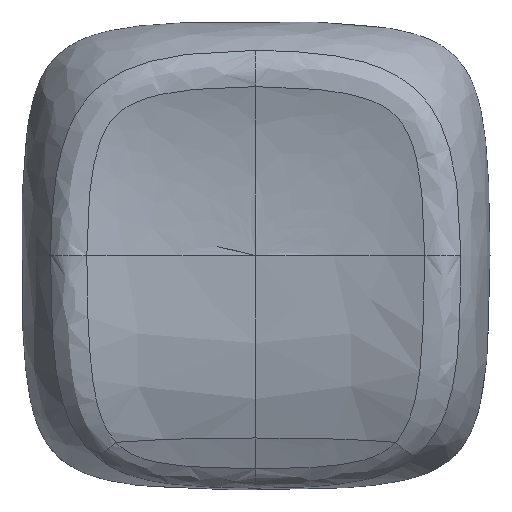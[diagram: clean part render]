
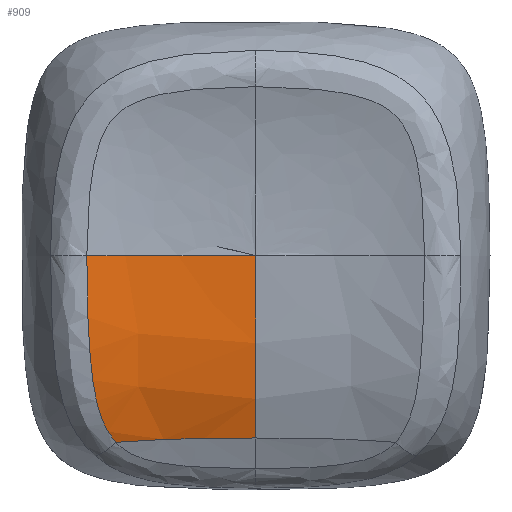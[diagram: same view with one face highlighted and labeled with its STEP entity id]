
A CAD part, top view. The second image highlights one B-rep face of the part: STEP entity #909.
In plain terms, the highlighted free-form (B-spline) face has degree [3, 3] with [5, 5] control points.
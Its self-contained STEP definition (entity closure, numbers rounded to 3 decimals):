
#18=(
BOUNDED_CURVE()
B_SPLINE_CURVE(5,(#12025,#12026,#12027,#12028,#12029,#12030,#12031,#12032,
#12033,#12034),.UNSPECIFIED.,.F.,.F.)
B_SPLINE_CURVE_WITH_KNOTS((6,1,1,1,1,6),(0.176,0.2,0.4,0.6,
0.8,1.),.UNSPECIFIED.)
CURVE()
GEOMETRIC_REPRESENTATION_ITEM()
RATIONAL_B_SPLINE_CURVE((1.,1.,1.,1.,1.,1.,1.,1.,1.,1.))
REPRESENTATION_ITEM('')
);
#19=(
BOUNDED_CURVE()
B_SPLINE_CURVE(5,(#13080,#13081,#13082,#13083,#13084,#13085,#13086,#13087,
#13088),.UNSPECIFIED.,.F.,.F.)
B_SPLINE_CURVE_WITH_KNOTS((6,1,1,1,6),(0.39,0.4,0.6,0.8,1.),
 .UNSPECIFIED.)
CURVE()
GEOMETRIC_REPRESENTATION_ITEM()
RATIONAL_B_SPLINE_CURVE((1.,1.,1.,1.,1.,1.,1.,1.,1.))
REPRESENTATION_ITEM('')
);
#37=B_SPLINE_SURFACE_WITH_KNOTS('',3,3,((#13055,#13056,#13057,#13058,#13059),
(#13060,#13061,#13062,#13063,#13064),(#13065,#13066,#13067,#13068,#13069),
(#13070,#13071,#13072,#13073,#13074),(#13075,#13076,#13077,#13078,#13079)),
 .UNSPECIFIED.,.F.,.F.,.F.,(4,1,4),(4,1,4),(0.176,0.529,
1.),(0.,0.571,1.),.UNSPECIFIED.);
#61=B_SPLINE_CURVE_WITH_KNOTS('',3,(#11665,#11666,#11667,#11668,#11669,
#11670,#11671,#11672),.UNSPECIFIED.,.F.,.F.,(4,1,1,1,1,4),(0.,0.102,
0.204,0.305,0.509,0.713),
 .UNSPECIFIED.);
#64=B_SPLINE_CURVE_WITH_KNOTS('',3,(#11931,#11932,#11933,#11934,#11935),
 .UNSPECIFIED.,.F.,.F.,(4,1,4),(0.,0.571,1.),.UNSPECIFIED.);
#150=FACE_OUTER_BOUND('',#212,.T.);
#212=EDGE_LOOP('',(#826,#827,#828,#829));
#429=VERTEX_POINT('',#11364);
#436=VERTEX_POINT('',#11600);
#439=VERTEX_POINT('',#11919);
#440=VERTEX_POINT('',#11930);
#560=EDGE_CURVE('',#436,#429,#61,.T.);
#564=EDGE_CURVE('',#439,#440,#64,.T.);
#567=EDGE_CURVE('',#429,#439,#18,.T.);
#572=EDGE_CURVE('',#436,#440,#19,.T.);
#826=ORIENTED_EDGE('',*,*,#560,.F.);
#827=ORIENTED_EDGE('',*,*,#572,.T.);
#828=ORIENTED_EDGE('',*,*,#564,.F.);
#829=ORIENTED_EDGE('',*,*,#567,.F.);
#909=ADVANCED_FACE('',(#150),#37,.F.);
#11364=CARTESIAN_POINT('',(-6.484,0.,5.536));
#11600=CARTESIAN_POINT('',(-5.372,-7.167,4.215));
#11665=CARTESIAN_POINT('Ctrl Pts',(-5.372,-7.167,4.215));
#11666=CARTESIAN_POINT('Ctrl Pts',(-5.587,-6.925,
4.362));
#11667=CARTESIAN_POINT('Ctrl Pts',(-5.929,-6.336,
4.66));
#11668=CARTESIAN_POINT('Ctrl Pts',(-6.188,-5.32,
5.003));
#11669=CARTESIAN_POINT('Ctrl Pts',(-6.379,-3.873,
5.326));
#11670=CARTESIAN_POINT('Ctrl Pts',(-6.461,-2.09,
5.504));
#11671=CARTESIAN_POINT('Ctrl Pts',(-6.484,-0.694,
5.536));
#11672=CARTESIAN_POINT('Ctrl Pts',(-6.484,0.,
5.536));
#11919=CARTESIAN_POINT('',(0.,0.,4.8));
#11930=CARTESIAN_POINT('',(0.,-7.,3.8));
#11931=CARTESIAN_POINT('Ctrl Pts',(0.,0.,
4.8));
#11932=CARTESIAN_POINT('Ctrl Pts',(0.,-2.41,
4.8));
#11933=CARTESIAN_POINT('Ctrl Pts',(0.,-4.949,
4.503));
#11934=CARTESIAN_POINT('Ctrl Pts',(0.,-6.448,
4.022));
#11935=CARTESIAN_POINT('Ctrl Pts',(0.,-7.,
3.8));
#12025=CARTESIAN_POINT('Ctrl Pts',(-6.484,0.,
5.536));
#12026=CARTESIAN_POINT('Ctrl Pts',(-6.462,0.,
5.529));
#12027=CARTESIAN_POINT('Ctrl Pts',(-6.25,0.,
5.465));
#12028=CARTESIAN_POINT('Ctrl Pts',(-5.83,0.,
5.347));
#12029=CARTESIAN_POINT('Ctrl Pts',(-5.151,0.,
5.184));
#12030=CARTESIAN_POINT('Ctrl Pts',(-4.1,0.,
4.995));
#12031=CARTESIAN_POINT('Ctrl Pts',(-2.767,0.,
4.864));
#12032=CARTESIAN_POINT('Ctrl Pts',(-1.503,0.,
4.812));
#12033=CARTESIAN_POINT('Ctrl Pts',(-0.524,0.,
4.8));
#12034=CARTESIAN_POINT('Ctrl Pts',(0.,0.,
4.8));
#13055=CARTESIAN_POINT('Ctrl Pts',(-6.484,0.,
5.536));
#13056=CARTESIAN_POINT('Ctrl Pts',(-6.484,-2.442,
5.536));
#13057=CARTESIAN_POINT('Ctrl Pts',(-6.484,-5.091,
5.232));
#13058=CARTESIAN_POINT('Ctrl Pts',(-6.484,-6.677,
4.724));
#13059=CARTESIAN_POINT('Ctrl Pts',(-6.484,-7.275,
4.483));
#13060=CARTESIAN_POINT('Ctrl Pts',(-5.932,0.,
5.367));
#13061=CARTESIAN_POINT('Ctrl Pts',(-5.932,-2.435,
5.367));
#13062=CARTESIAN_POINT('Ctrl Pts',(-5.932,-5.059,
5.064));
#13063=CARTESIAN_POINT('Ctrl Pts',(-5.932,-6.624,4.563));
#13064=CARTESIAN_POINT('Ctrl Pts',(-5.932,-7.212,
4.326));
#13065=CARTESIAN_POINT('Ctrl Pts',(-4.475,0.,
5.001));
#13066=CARTESIAN_POINT('Ctrl Pts',(-4.475,-2.419,
5.001));
#13067=CARTESIAN_POINT('Ctrl Pts',(-4.475,-4.988,4.702));
#13068=CARTESIAN_POINT('Ctrl Pts',(-4.475,-6.51,
4.214));
#13069=CARTESIAN_POINT('Ctrl Pts',(-4.475,-7.075,
3.987));
#13070=CARTESIAN_POINT('Ctrl Pts',(-2.054,0.,
4.8));
#13071=CARTESIAN_POINT('Ctrl Pts',(-2.054,-2.41,
4.8));
#13072=CARTESIAN_POINT('Ctrl Pts',(-2.054,-4.949,
4.503));
#13073=CARTESIAN_POINT('Ctrl Pts',(-2.054,-6.448,
4.022));
#13074=CARTESIAN_POINT('Ctrl Pts',(-2.054,-7.,
3.8));
#13075=CARTESIAN_POINT('Ctrl Pts',(0.,0.,
4.8));
#13076=CARTESIAN_POINT('Ctrl Pts',(0.,-2.41,
4.8));
#13077=CARTESIAN_POINT('Ctrl Pts',(0.,-4.949,
4.503));
#13078=CARTESIAN_POINT('Ctrl Pts',(0.,-6.448,
4.022));
#13079=CARTESIAN_POINT('Ctrl Pts',(0.,-7.,
3.8));
#13080=CARTESIAN_POINT('Ctrl Pts',(-5.372,-7.167,4.215));
#13081=CARTESIAN_POINT('Ctrl Pts',(-5.361,-7.166,4.212));
#13082=CARTESIAN_POINT('Ctrl Pts',(-5.118,-7.146,
4.164));
#13083=CARTESIAN_POINT('Ctrl Pts',(-4.618,-7.11,4.073));
#13084=CARTESIAN_POINT('Ctrl Pts',(-3.783,-7.061,
3.952));
#13085=CARTESIAN_POINT('Ctrl Pts',(-2.767,-7.024,
3.86));
#13086=CARTESIAN_POINT('Ctrl Pts',(-1.503,-7.004,
3.811));
#13087=CARTESIAN_POINT('Ctrl Pts',(-0.524,-7.,
3.8));
#13088=CARTESIAN_POINT('Ctrl Pts',(0.,-7.,
3.8));
